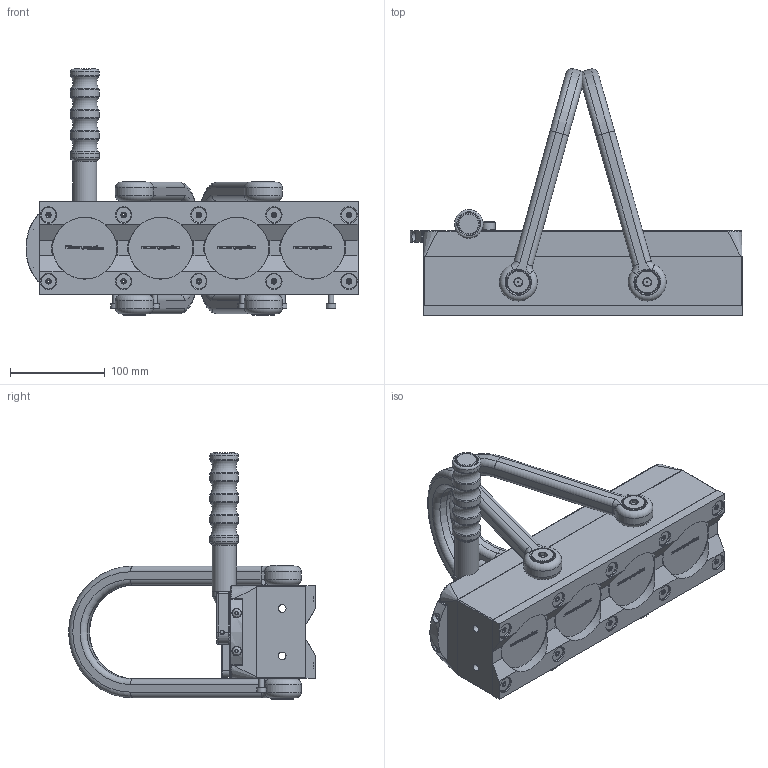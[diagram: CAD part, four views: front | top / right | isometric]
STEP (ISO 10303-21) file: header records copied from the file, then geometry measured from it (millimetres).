
FILE_DESCRIPTION(/* description */ (''),/* implementation_level */ '2;1');
FILE_NAME(/* name */ 'MS-8100418.stp',/* time_stamp */ '2013-12-11T11:08:42+01:00',/* author */ ('bs'),/* organization */ (''),/* preprocessor_version */ 'ST-DEVELOPER v15.2',/* originating_system */ 'Autodesk Inventor 2014',/* authorisation */ '');
FILE_SCHEMA (('AUTOMOTIVE_DESIGN { 1 0 10303 214 3 1 1 }'));
Products named in the file (1): MS-8100418
Bounding box: 350.26 x 260.42 x 260.09 mm (x, y, z)
Volume: 1767.8 mm3; surface area: 326495.4 mm2
Topology: 14 solids, 320 shells, 1535 faces, 7693 edges, 6355 vertices
Faces by surface type: plane 931, bspline 195, cylinder 184, cone 157, torus 66, sphere 2
Full cylindrical faces by diameter (mm): 4.2 x1, 4.923 x2, 6 x5, 8 x4, 8.5 x1, 10 x7, 13 x7, 16 x8, 17.3 x10, 22.225 x1, 23.812 x1, 25 x4, 25.4 x1, 30.163 x5, 68 x4
Entity records: 92352 total; most frequent: CARTESIAN_POINT 33746, DIRECTION 10438, ORIENTED_EDGE 9795, EDGE_CURVE 7538, VERTEX_POINT 6334, LINE 5934, VECTOR 5934, AXIS2_PLACEMENT_3D 2252
